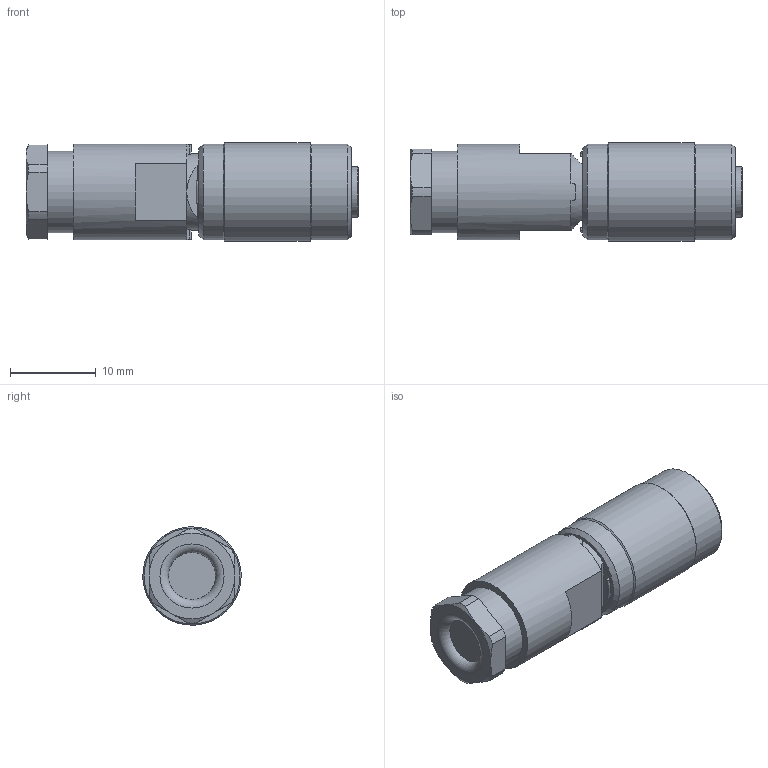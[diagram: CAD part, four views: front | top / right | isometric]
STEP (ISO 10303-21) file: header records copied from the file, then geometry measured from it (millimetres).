
FILE_DESCRIPTION(/* description */ (''),/* implementation_level */ '2;1');
FILE_NAME(/* name */ '99-0414-00-05-001-00.stp',/* time_stamp */ '2017-03-27T15:51:39+02:00',/* author */ (''),/* organization */ (''),/* preprocessor_version */ 'ST-DEVELOPER v14',/* originating_system */ 'SIEMENS PLM Software NX 8.0',/* authorisation */ '');
FILE_SCHEMA (('AUTOMOTIVE_DESIGN { 1 0 10303 214 3 1 1 1 }'));
Length unit declared in the file: millimetre
Products named in the file (1): jbyc0D184A29h6ri
Bounding box: 38.8 x 11.46 x 11.46 mm (x, y, z)
Volume: 3375.3 mm3; surface area: 1935.7 mm2
Topology: 1 solids, 1 shells, 129 faces, 302 edges, 196 vertices
Faces by surface type: plane 72, cylinder 33, cone 19, extrusion 2, bspline 2, torus 1
Full cylindrical faces by diameter (mm): 1.1 x5, 1.5 x1, 1.63 x5, 8.459 x1, 9.15 x1, 9.5 x1, 11.2 x3, 11.5 x1
Entity records: 3722 total; most frequent: CARTESIAN_POINT 897, DIRECTION 576, ORIENTED_EDGE 528, EDGE_CURVE 264, AXIS2_PLACEMENT_3D 222, VERTEX_POINT 187, EDGE_LOOP 179, VECTOR 132
